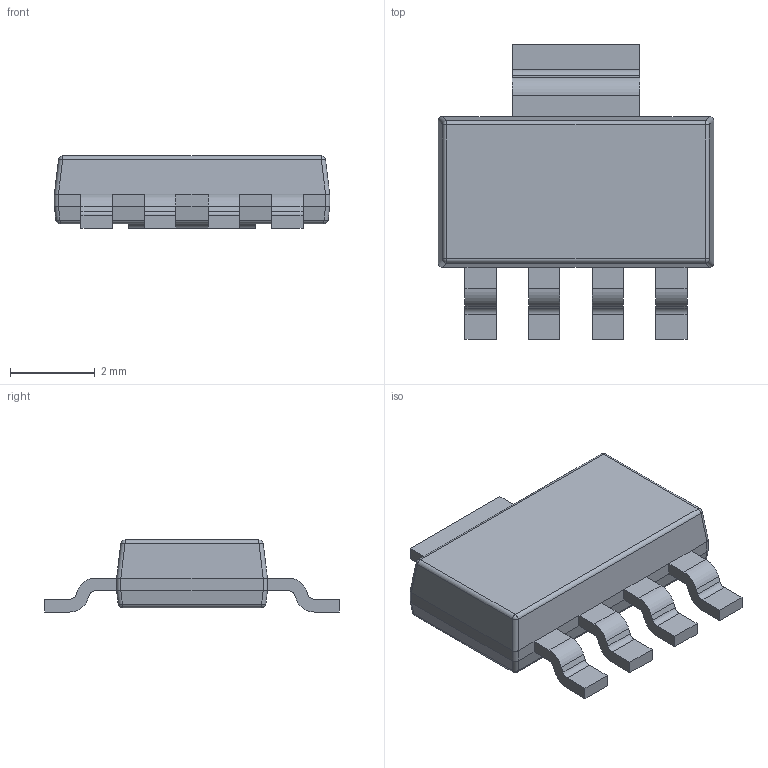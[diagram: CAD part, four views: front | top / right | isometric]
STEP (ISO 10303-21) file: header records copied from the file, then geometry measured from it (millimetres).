
FILE_DESCRIPTION (( 'STEP AP214' ), '1' );
FILE_NAME ('SW3dPS-SOT223-5.STEP', '2009-09-21T09:43:54', ( 'SysAdmin' ), ( 'SolidWorks' ), 'SwSTEP 2.0', 'SolidWorks 2009', '' );
FILE_SCHEMA (( 'AUTOMOTIVE_DESIGN' ));
Length unit declared in the file: millimetre
Products named in the file (1): SW3dPS-SOT223-5
Bounding box: 6.5 x 6.96 x 1.7 mm (x, y, z)
Volume: 39.2 mm3; surface area: 102.5 mm2
Topology: 1 solids, 1 shells, 112 faces, 286 edges, 176 vertices
Faces by surface type: plane 64, cylinder 40, sphere 8
Entity records: 3873 total; most frequent: CARTESIAN_POINT 647, ORIENTED_EDGE 572, DIRECTION 552, EDGE_CURVE 286, VECTOR 198, LINE 198, AXIS2_PLACEMENT_3D 177, VERTEX_POINT 176
